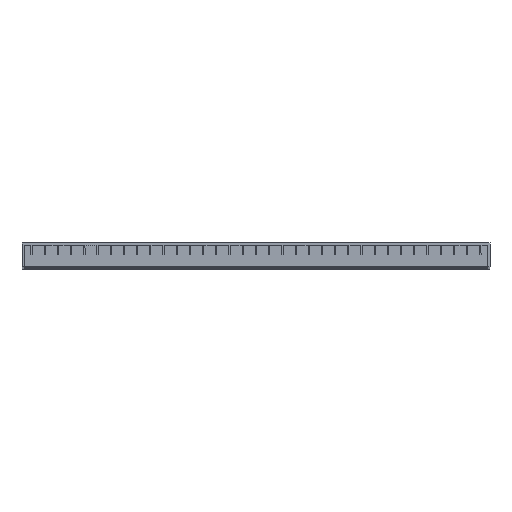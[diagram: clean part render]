
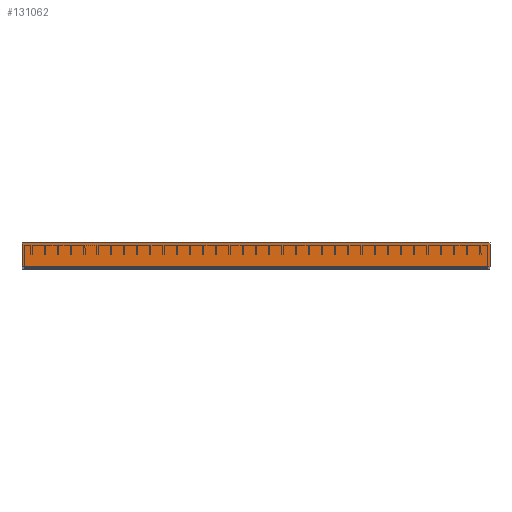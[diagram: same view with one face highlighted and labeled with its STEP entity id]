
A CAD part, top view. The second image highlights one B-rep face of the part: STEP entity #131062.
In plain terms, the highlighted planar face has unit normal (0, 0, 1).
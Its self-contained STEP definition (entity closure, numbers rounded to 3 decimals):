
#7629 = CARTESIAN_POINT ( 'NONE',  ( 390., 10., 0. ) ) ;
#10470 = LINE ( 'NONE', #121255, #57634 ) ;
#14156 = VERTEX_POINT ( 'NONE', #7629 ) ;
#15449 = PLANE ( 'NONE',  #117859 ) ;
#19086 = EDGE_CURVE ( 'NONE', #14156, #103748, #55855, .T. ) ;
#19570 = CARTESIAN_POINT ( 'NONE',  ( 0., 10., 0. ) ) ;
#25047 = VECTOR ( 'NONE', #143937, 1000. ) ;
#25598 = EDGE_LOOP ( 'NONE', ( #67375, #63524, #102359, #47090 ) ) ;
#26151 = VERTEX_POINT ( 'NONE', #40956 ) ;
#30840 = EDGE_CURVE ( 'NONE', #26151, #103748, #119999, .T. ) ;
#32412 = VECTOR ( 'NONE', #139005, 1000. ) ;
#35097 = FACE_OUTER_BOUND ( 'NONE', #25598, .T. ) ;
#40956 = CARTESIAN_POINT ( 'NONE',  ( 0., -10., 0. ) ) ;
#47090 = ORIENTED_EDGE ( 'NONE', *, *, #133126, .F. ) ;
#49761 = DIRECTION ( 'NONE',  ( -1., 0., 0. ) ) ;
#51133 = CARTESIAN_POINT ( 'NONE',  ( 390., 10., 0. ) ) ;
#51914 = CARTESIAN_POINT ( 'NONE',  ( 390., 10., 0. ) ) ;
#55855 = LINE ( 'NONE', #51133, #25047 ) ;
#57634 = VECTOR ( 'NONE', #49761, 1000. ) ;
#57720 = LINE ( 'NONE', #128812, #32412 ) ;
#63524 = ORIENTED_EDGE ( 'NONE', *, *, #30840, .F. ) ;
#67375 = ORIENTED_EDGE ( 'NONE', *, *, #19086, .T. ) ;
#72088 = VERTEX_POINT ( 'NONE', #120116 ) ;
#79821 = EDGE_CURVE ( 'NONE', #72088, #26151, #10470, .T. ) ;
#84941 = DIRECTION ( 'NONE',  ( 0., 1., 0. ) ) ;
#96660 = DIRECTION ( 'NONE',  ( 0., 0., -1. ) ) ;
#102359 = ORIENTED_EDGE ( 'NONE', *, *, #79821, .F. ) ;
#103748 = VERTEX_POINT ( 'NONE', #107407 ) ;
#107407 = CARTESIAN_POINT ( 'NONE',  ( 0., 10., 0. ) ) ;
#117859 = AXIS2_PLACEMENT_3D ( 'NONE', #51914, #96660, #84941 ) ;
#119999 = B_SPLINE_CURVE_WITH_KNOTS ( 'NONE', 3,
 ( #135728, #144287, #146837, #19570 ),
 .UNSPECIFIED., .F., .F.,
 ( 4, 4 ),
 ( 0., 1. ),
 .UNSPECIFIED. ) ;
#120116 = CARTESIAN_POINT ( 'NONE',  ( 390., -10., 0. ) ) ;
#121255 = CARTESIAN_POINT ( 'NONE',  ( 390., -10., 0. ) ) ;
#128812 = CARTESIAN_POINT ( 'NONE',  ( 390., 10., 0. ) ) ;
#131062 = ADVANCED_FACE ( 'NONE', ( #35097 ), #15449, .F. ) ;
#133126 = EDGE_CURVE ( 'NONE', #14156, #72088, #57720, .T. ) ;
#135728 = CARTESIAN_POINT ( 'NONE',  ( 0., -10., 0. ) ) ;
#139005 = DIRECTION ( 'NONE',  ( 0., -1., 0. ) ) ;
#143937 = DIRECTION ( 'NONE',  ( -1., 0., 0. ) ) ;
#144287 = CARTESIAN_POINT ( 'NONE',  ( 0., -3.333, 0. ) ) ;
#146837 = CARTESIAN_POINT ( 'NONE',  ( 0., 3.333, 0. ) ) ;
